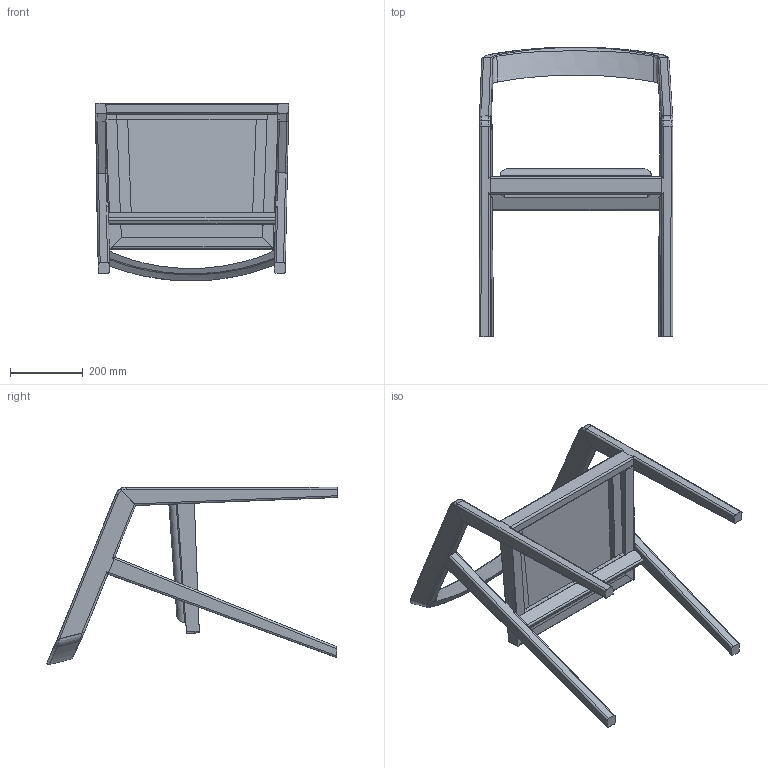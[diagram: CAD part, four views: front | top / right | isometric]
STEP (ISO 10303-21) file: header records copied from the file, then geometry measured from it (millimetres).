
FILE_DESCRIPTION (( 'STEP AP203' ), '1' );
FILE_NAME ('0. Stolica Nuda - sklop.STEP', '2023-11-23T09:20:46', ( '' ), ( '' ), 'SwSTEP 2.0', 'SolidWorks 2023', '' );
FILE_SCHEMA (( 'CONFIG_CONTROL_DESIGN' ));
Length unit declared in the file: millimetre
Products named in the file (1): 0. Stolica Nuda - sklop
Bounding box: 531.42 x 796.06 x 487.64 mm (x, y, z)
Volume: 13640504 mm3; surface area: 1685904.2 mm2
Topology: 16 solids, 16 shells, 505 faces, 1256 edges, 825 vertices
Faces by surface type: plane 267, cylinder 160, bspline 78
Entity records: 18972 total; most frequent: CARTESIAN_POINT 7545, ORIENTED_EDGE 2508, DIRECTION 2105, EDGE_CURVE 1254, VERTEX_POINT 825, LINE 733, VECTOR 733, AXIS2_PLACEMENT_3D 686
